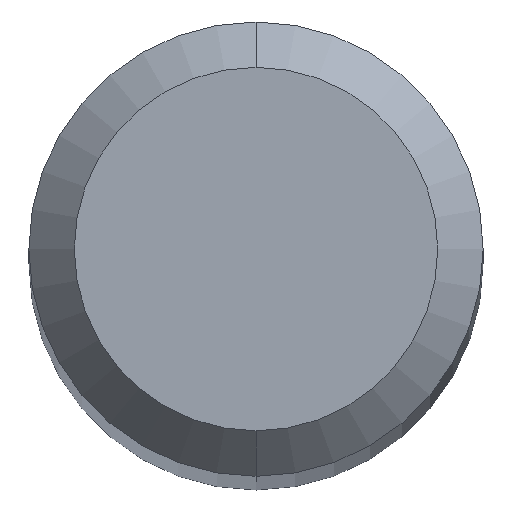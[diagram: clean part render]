
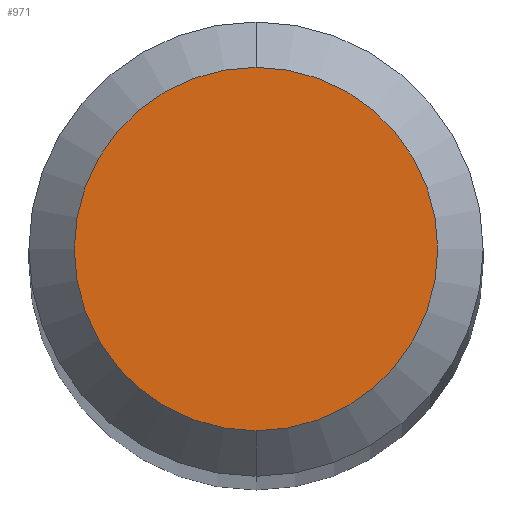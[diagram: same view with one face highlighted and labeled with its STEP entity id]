
A CAD part, top view. The second image highlights one B-rep face of the part: STEP entity #971.
In plain terms, the highlighted planar face has unit normal (0, 0, 1).
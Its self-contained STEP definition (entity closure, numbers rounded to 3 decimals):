
#971=ADVANCED_FACE('',(#2467),#2468,.T.);
#1155=EDGE_CURVE('',#1871,#1303,#2669,.T.);
#1281=EDGE_CURVE('',#1303,#1871,#2809,.T.);
#1303=VERTEX_POINT('',#2833);
#1871=VERTEX_POINT('',#3445);
#2467=FACE_OUTER_BOUND('',#4610,.T.);
#2468=PLANE('',#4611);
#2669=CIRCLE('',#5367,1.2);
#2809=CIRCLE('',#6155,1.2);
#2833=CARTESIAN_POINT('',(0.0,1.2,0.0));
#3445=CARTESIAN_POINT('',(0.,-1.2,0.0));
#4610=EDGE_LOOP('',(#10889,#10890));
#4611=AXIS2_PLACEMENT_3D('',#10891,#10892,#10893);
#5367=AXIS2_PLACEMENT_3D('',#11101,#11102,#11103);
#6155=AXIS2_PLACEMENT_3D('',#11291,#11292,#11293);
#10889=ORIENTED_EDGE('',*,*,#1281,.F.);
#10890=ORIENTED_EDGE('',*,*,#1155,.F.);
#10891=CARTESIAN_POINT('',(0.0,0.6,0.0));
#10892=DIRECTION('',(-0.0,0.0,1.0));
#10893=DIRECTION('',(0.0,-1.0,0.0));
#11101=CARTESIAN_POINT('',(0.0,0.0,0.0));
#11102=DIRECTION('',(0.0,0.0,-1.0));
#11103=DIRECTION('',(0.0,1.0,0.0));
#11291=CARTESIAN_POINT('',(0.0,0.0,0.0));
#11292=DIRECTION('',(0.0,0.0,-1.0));
#11293=DIRECTION('',(0.0,1.0,0.0));
